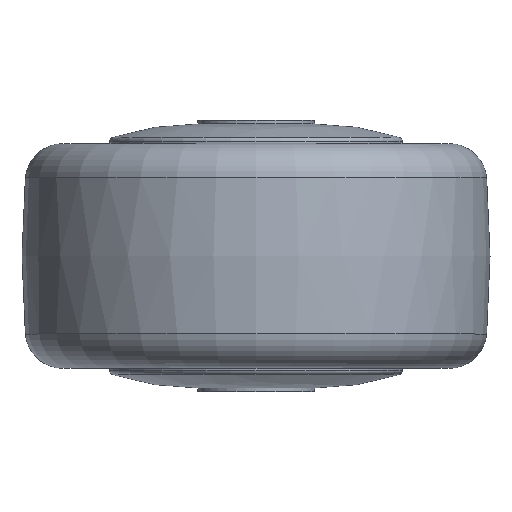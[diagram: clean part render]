
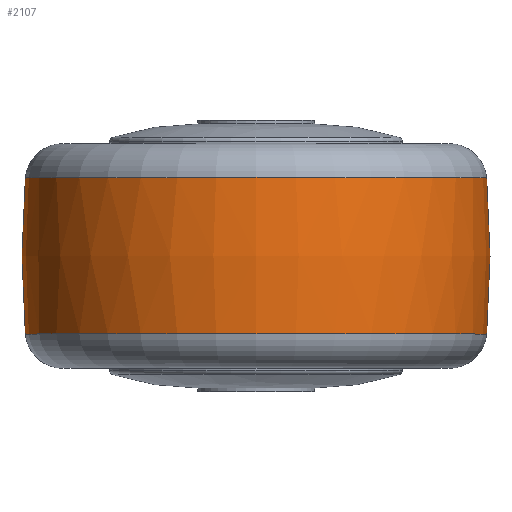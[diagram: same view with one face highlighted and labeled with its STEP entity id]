
A CAD part, top view. The second image highlights one B-rep face of the part: STEP entity #2107.
In plain terms, the highlighted free-form (B-spline) face has degree [2, 2] with [3, 9] control points.
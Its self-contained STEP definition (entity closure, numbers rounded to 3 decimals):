
#145=(
BOUNDED_SURFACE()
B_SPLINE_SURFACE(2,2,((#3585,#3586,#3587,#3588,#3589,#3590,#3591,#3592,
#3593),(#3594,#3595,#3596,#3597,#3598,#3599,#3600,#3601,#3602),(#3603,#3604,
#3605,#3606,#3607,#3608,#3609,#3610,#3611)),.UNSPECIFIED.,.F.,.T.,.F.)
B_SPLINE_SURFACE_WITH_KNOTS((3,3),(3,2,2,2,3),(-0.087,0.087),
(-3.142,-1.571,0.,1.571,3.142),
 .UNSPECIFIED.)
GEOMETRIC_REPRESENTATION_ITEM()
RATIONAL_B_SPLINE_SURFACE(((1.,0.707,1.,0.707,1.,
0.707,1.,0.707,1.),(0.996,0.704,
0.996,0.704,0.996,0.704,
0.996,0.704,0.996),(1.,0.707,
1.,0.707,1.,0.707,1.,0.707,1.)))
REPRESENTATION_ITEM('')
SURFACE()
);
#331=FACE_OUTER_BOUND('',#482,.T.);
#482=EDGE_LOOP('',(#1516,#1517,#1518,#1519));
#759=CIRCLE('',#2387,24.638);
#760=CIRCLE('',#2388,96.375);
#761=CIRCLE('',#2389,24.638);
#964=VERTEX_POINT('',#3582);
#965=VERTEX_POINT('',#3612);
#1178=EDGE_CURVE('',#964,#964,#759,.T.);
#1179=EDGE_CURVE('',#964,#965,#760,.T.);
#1180=EDGE_CURVE('',#965,#965,#761,.T.);
#1516=ORIENTED_EDGE('',*,*,#1178,.F.);
#1517=ORIENTED_EDGE('',*,*,#1179,.T.);
#1518=ORIENTED_EDGE('',*,*,#1180,.T.);
#1519=ORIENTED_EDGE('',*,*,#1179,.F.);
#2107=ADVANCED_FACE('',(#331),#145,.F.);
#2387=AXIS2_PLACEMENT_3D('',#3584,#2826,#2827);
#2388=AXIS2_PLACEMENT_3D('',#3613,#2828,#2829);
#2389=AXIS2_PLACEMENT_3D('',#3614,#2830,#2831);
#2826=DIRECTION('center_axis',(0.,1.,0.));
#2827=DIRECTION('ref_axis',(0.,0.,
1.));
#2828=DIRECTION('center_axis',(-1.,0.,0.));
#2829=DIRECTION('ref_axis',(0.,0.,
-1.));
#2830=DIRECTION('center_axis',(0.,1.,0.));
#2831=DIRECTION('ref_axis',(0.,0.,
1.));
#3582=CARTESIAN_POINT('',(0.,8.346,-24.638));
#3584=CARTESIAN_POINT('Origin',(0.,8.346,
0.));
#3585=CARTESIAN_POINT('Ctrl Pts',(0.,-8.346,
-24.638));
#3586=CARTESIAN_POINT('Ctrl Pts',(-24.638,-8.346,-24.638));
#3587=CARTESIAN_POINT('Ctrl Pts',(-24.638,-8.346,0.));
#3588=CARTESIAN_POINT('Ctrl Pts',(-24.638,-8.346,24.638));
#3589=CARTESIAN_POINT('Ctrl Pts',(0.,-8.346,
24.638));
#3590=CARTESIAN_POINT('Ctrl Pts',(24.638,-8.346,24.638));
#3591=CARTESIAN_POINT('Ctrl Pts',(24.638,-8.346,0.));
#3592=CARTESIAN_POINT('Ctrl Pts',(24.638,-8.346,-24.638));
#3593=CARTESIAN_POINT('Ctrl Pts',(0.,-8.346,
-24.638));
#3594=CARTESIAN_POINT('Ctrl Pts',(0.,0.,
-25.363));
#3595=CARTESIAN_POINT('Ctrl Pts',(-25.363,0.,
-25.363));
#3596=CARTESIAN_POINT('Ctrl Pts',(-25.363,0.,
0.));
#3597=CARTESIAN_POINT('Ctrl Pts',(-25.363,0.,
25.363));
#3598=CARTESIAN_POINT('Ctrl Pts',(0.,0.,
25.363));
#3599=CARTESIAN_POINT('Ctrl Pts',(25.363,0.,
25.363));
#3600=CARTESIAN_POINT('Ctrl Pts',(25.363,0.,
0.));
#3601=CARTESIAN_POINT('Ctrl Pts',(25.363,0.,
-25.363));
#3602=CARTESIAN_POINT('Ctrl Pts',(0.,0.,
-25.363));
#3603=CARTESIAN_POINT('Ctrl Pts',(0.,8.346,
-24.638));
#3604=CARTESIAN_POINT('Ctrl Pts',(-24.638,8.346,-24.638));
#3605=CARTESIAN_POINT('Ctrl Pts',(-24.638,8.346,0.));
#3606=CARTESIAN_POINT('Ctrl Pts',(-24.638,8.346,24.638));
#3607=CARTESIAN_POINT('Ctrl Pts',(0.,8.346,
24.638));
#3608=CARTESIAN_POINT('Ctrl Pts',(24.638,8.346,24.638));
#3609=CARTESIAN_POINT('Ctrl Pts',(24.638,8.346,0.));
#3610=CARTESIAN_POINT('Ctrl Pts',(24.638,8.346,-24.638));
#3611=CARTESIAN_POINT('Ctrl Pts',(0.,8.346,
-24.638));
#3612=CARTESIAN_POINT('',(0.,-8.346,-24.638));
#3613=CARTESIAN_POINT('Origin',(0.,0.,
71.375));
#3614=CARTESIAN_POINT('Origin',(0.,-8.346,0.));
